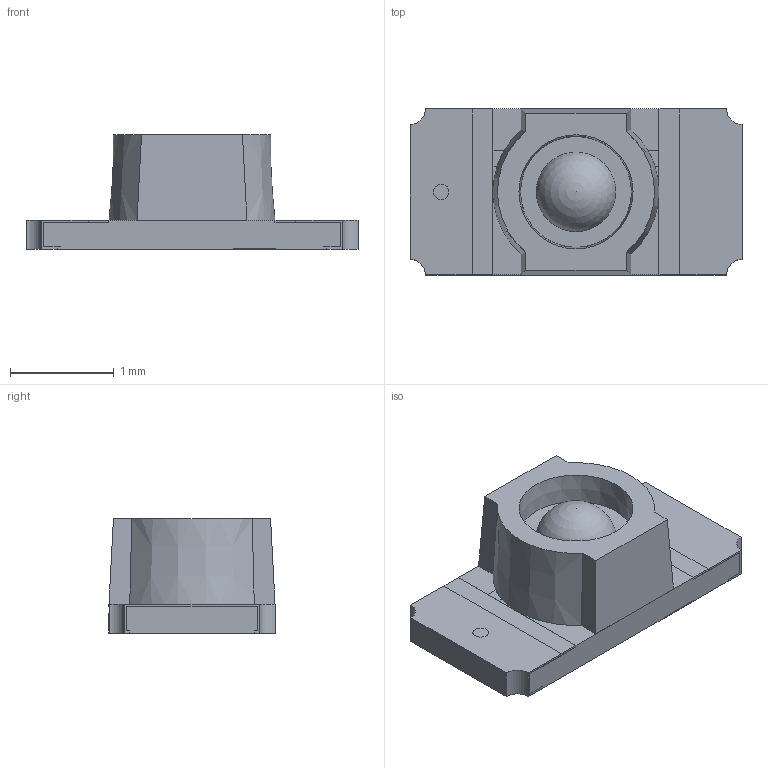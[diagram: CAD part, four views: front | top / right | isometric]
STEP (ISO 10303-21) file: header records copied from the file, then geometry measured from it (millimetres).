
FILE_DESCRIPTION(/* description */ ('Unknown'),/* implementation_level */ '2;1');
FILE_NAME(/* name */ '150120xx87000',/* time_stamp */ '2022-02-01T16:04:09+01:00',/* author */ ('Unknown'),/* organization */ ('Unknown'),/* preprocessor_version */ 'ST-DEVELOPER v16.7',/* originating_system */ 'Solid Edge',/* authorisation */ 'Unknown');
FILE_SCHEMA (('AUTOMOTIVE_DESIGN {1 0 10303 214 3 1 1}'));
Length unit declared in the file: millimetre
Products named in the file (6): 150120xx87000; Base; Contacts; Polarity Mark; Lense; LED
Assembly tree (5 placements, depth 2):
  150120xx87000
    Base
    Contacts
    Polarity Mark
    Lense
    LED
Bounding box: 3.2 x 1.6 x 1.1 mm (x, y, z)
Volume: 2.9 mm3; surface area: 34.4 mm2
Topology: 10 solids, 10 shells, 138 faces, 362 edges, 242 vertices
Faces by surface type: plane 108, cylinder 26, cone 3, sphere 1
Full cylindrical faces by diameter (mm): 0.15 x2
Entity records: 4774 total; most frequent: CARTESIAN_POINT 750, ORIENTED_EDGE 710, DIRECTION 698, EDGE_CURVE 355, LINE 292, VECTOR 292, VERTEX_POINT 239, AXIS2_PLACEMENT_3D 203
